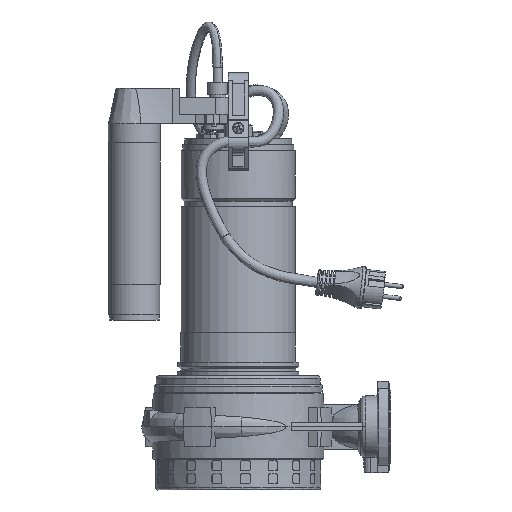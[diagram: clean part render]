
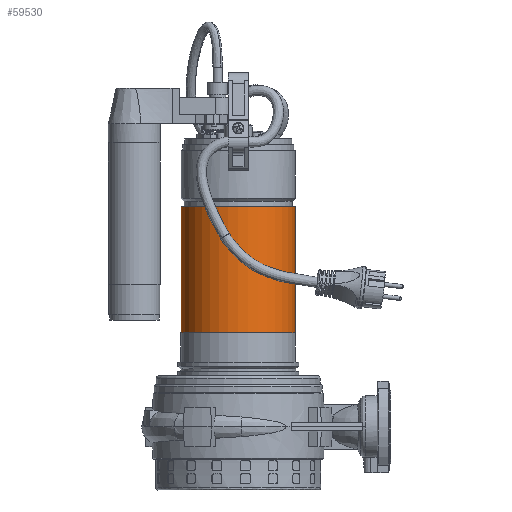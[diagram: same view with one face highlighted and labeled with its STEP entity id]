
A CAD part, front view. The second image highlights one B-rep face of the part: STEP entity #59530.
In plain terms, the highlighted cylindrical face has radius 56 mm (diameter 112 mm), a partial arc.
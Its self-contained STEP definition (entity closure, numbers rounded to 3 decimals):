
#3222 = DIRECTION ( 'NONE',  ( 0., 0., -1. ) ) ;
#3709 = LINE ( 'NONE', #34039, #29128 ) ;
#4573 = FACE_OUTER_BOUND ( 'NONE', #78428, .T. ) ;
#15791 = CARTESIAN_POINT ( 'NONE',  ( -56., 0., 143.501 ) ) ;
#16226 = AXIS2_PLACEMENT_3D ( 'NONE', #44012, #38031, #28602 ) ;
#16240 = ORIENTED_EDGE ( 'NONE', *, *, #81635, .F. ) ;
#19465 = CARTESIAN_POINT ( 'NONE',  ( 0., 0., 267.501 ) ) ;
#20034 = CARTESIAN_POINT ( 'NONE',  ( 56., 0., 267.501 ) ) ;
#24832 = CIRCLE ( 'NONE', #42301, 56. ) ;
#26510 = LINE ( 'NONE', #20034, #29820 ) ;
#26868 = VERTEX_POINT ( 'NONE', #88229 ) ;
#28602 = DIRECTION ( 'NONE',  ( -1., 0., 0. ) ) ;
#29128 = VECTOR ( 'NONE', #3222, 1000. ) ;
#29820 = VECTOR ( 'NONE', #72695, 1000. ) ;
#30418 = CARTESIAN_POINT ( 'NONE',  ( 0., 0., 267.501 ) ) ;
#32145 = CIRCLE ( 'NONE', #16226, 56. ) ;
#34039 = CARTESIAN_POINT ( 'NONE',  ( -56., 0., 267.501 ) ) ;
#38031 = DIRECTION ( 'NONE',  ( 0., 0., 1. ) ) ;
#42301 = AXIS2_PLACEMENT_3D ( 'NONE', #30418, #60215, #90516 ) ;
#44012 = CARTESIAN_POINT ( 'NONE',  ( 0., 0., 143.501 ) ) ;
#48459 = EDGE_CURVE ( 'NONE', #86962, #78033, #24832, .T. ) ;
#49790 = DIRECTION ( 'NONE',  ( 0., 0., -1. ) ) ;
#50362 = ORIENTED_EDGE ( 'NONE', *, *, #48459, .T. ) ;
#52783 = ORIENTED_EDGE ( 'NONE', *, *, #97539, .T. ) ;
#59530 = ADVANCED_FACE ( 'NONE', ( #4573 ), #96488, .T. ) ;
#60215 = DIRECTION ( 'NONE',  ( 0., 0., -1. ) ) ;
#68412 = ORIENTED_EDGE ( 'NONE', *, *, #70407, .T. ) ;
#70231 = VERTEX_POINT ( 'NONE', #15791 ) ;
#70407 = EDGE_CURVE ( 'NONE', #70231, #26868, #32145, .T. ) ;
#72695 = DIRECTION ( 'NONE',  ( 0., 0., -1. ) ) ;
#78033 = VERTEX_POINT ( 'NONE', #85568 ) ;
#78428 = EDGE_LOOP ( 'NONE', ( #16240, #50362, #52783, #68412 ) ) ;
#81635 = EDGE_CURVE ( 'NONE', #86962, #26868, #26510, .T. ) ;
#85568 = CARTESIAN_POINT ( 'NONE',  ( -56., 0., 267.501 ) ) ;
#86962 = VERTEX_POINT ( 'NONE', #89394 ) ;
#87840 = AXIS2_PLACEMENT_3D ( 'NONE', #19465, #49790, #88047 ) ;
#88047 = DIRECTION ( 'NONE',  ( -1., 0., 0. ) ) ;
#88229 = CARTESIAN_POINT ( 'NONE',  ( 56., 0., 143.501 ) ) ;
#89394 = CARTESIAN_POINT ( 'NONE',  ( 56., 0., 267.501 ) ) ;
#90516 = DIRECTION ( 'NONE',  ( -1., 0., 0. ) ) ;
#96488 = CYLINDRICAL_SURFACE ( 'NONE', #87840, 56. ) ;
#97539 = EDGE_CURVE ( 'NONE', #78033, #70231, #3709, .T. ) ;
